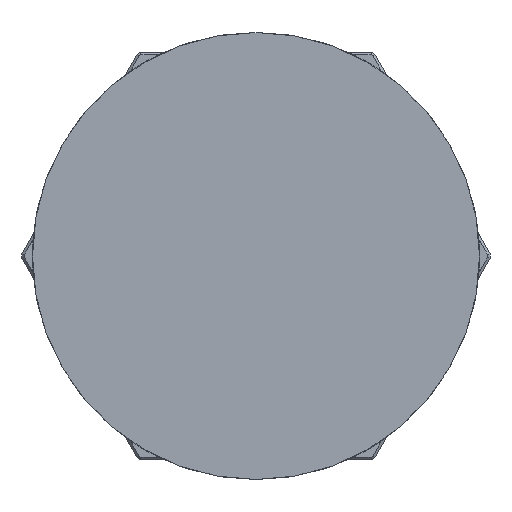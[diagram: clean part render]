
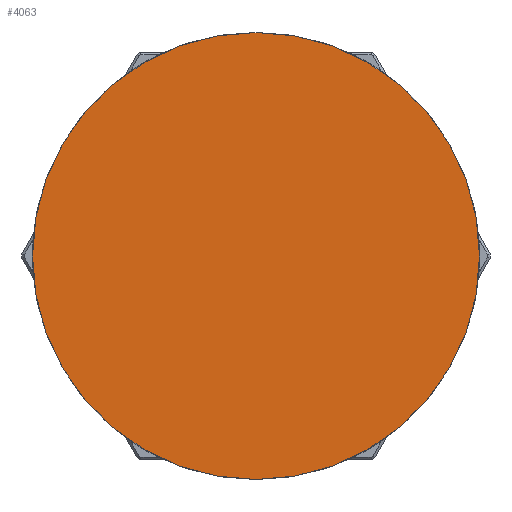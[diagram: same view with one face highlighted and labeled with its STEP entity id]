
A CAD part, top view. The second image highlights one B-rep face of the part: STEP entity #4063.
In plain terms, the highlighted planar face has unit normal (0, 0, 1).
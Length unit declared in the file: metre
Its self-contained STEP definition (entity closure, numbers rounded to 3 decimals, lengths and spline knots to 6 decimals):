
#2234 = CYLINDRICAL_SURFACE('',#2235,877.572409);
#2235 = AXIS2_PLACEMENT_3D('',#2236,#2237,#2238);
#2236 = CARTESIAN_POINT('',(0.,0.,3270.));
#2237 = DIRECTION('',(0.,0.,1.));
#2238 = DIRECTION('',(1.,0.,-0.));
#3038 = VERTEX_POINT('',#3039);
#3039 = CARTESIAN_POINT('',(877.572409,0.,
    3295.));
#3060 = EDGE_CURVE('',#3038,#3038,#3061,.T.);
#3061 = SURFACE_CURVE('',#3062,(#3067,#3074),.PCURVE_S1.);
#3062 = CIRCLE('',#3063,877.572409);
#3063 = AXIS2_PLACEMENT_3D('',#3064,#3065,#3066);
#3064 = CARTESIAN_POINT('',(0.,0.,3295.));
#3065 = DIRECTION('',(0.,0.,1.));
#3066 = DIRECTION('',(1.,0.,-0.));
#3067 = PCURVE('',#2234,#3068);
#3068 = DEFINITIONAL_REPRESENTATION('',(#3069),#3073);
#3069 = LINE('',#3070,#3071);
#3070 = CARTESIAN_POINT('',(0.,25.));
#3071 = VECTOR('',#3072,1.);
#3072 = DIRECTION('',(1.,0.));
#3073 = ( GEOMETRIC_REPRESENTATION_CONTEXT(2) 
PARAMETRIC_REPRESENTATION_CONTEXT() REPRESENTATION_CONTEXT('2D SPACE',''
  ) );
#3074 = PCURVE('',#3075,#3080);
#3075 = PLANE('',#3076);
#3076 = AXIS2_PLACEMENT_3D('',#3077,#3078,#3079);
#3077 = CARTESIAN_POINT('',(0.,0.,3295.));
#3078 = DIRECTION('',(0.,0.,1.));
#3079 = DIRECTION('',(1.,0.,-0.));
#3080 = DEFINITIONAL_REPRESENTATION('',(#3081),#3085);
#3081 = CIRCLE('',#3082,877.572409);
#3082 = AXIS2_PLACEMENT_2D('',#3083,#3084);
#3083 = CARTESIAN_POINT('',(0.,0.));
#3084 = DIRECTION('',(1.,0.));
#3085 = ( GEOMETRIC_REPRESENTATION_CONTEXT(2) 
PARAMETRIC_REPRESENTATION_CONTEXT() REPRESENTATION_CONTEXT('2D SPACE',''
  ) );
#4063 = ADVANCED_FACE('',(#4064),#3075,.T.);
#4064 = FACE_BOUND('',#4065,.T.);
#4065 = EDGE_LOOP('',(#4066));
#4066 = ORIENTED_EDGE('',*,*,#3060,.T.);
